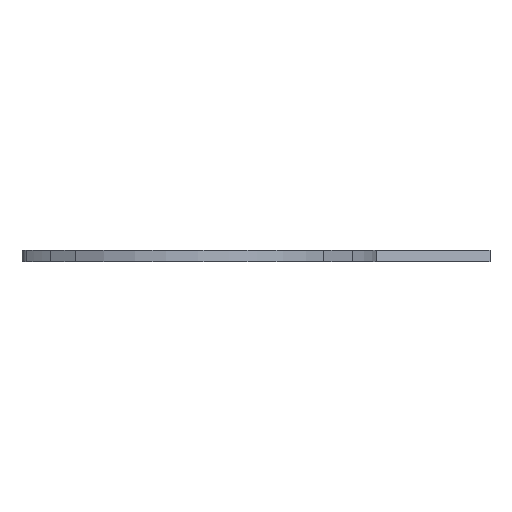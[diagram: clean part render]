
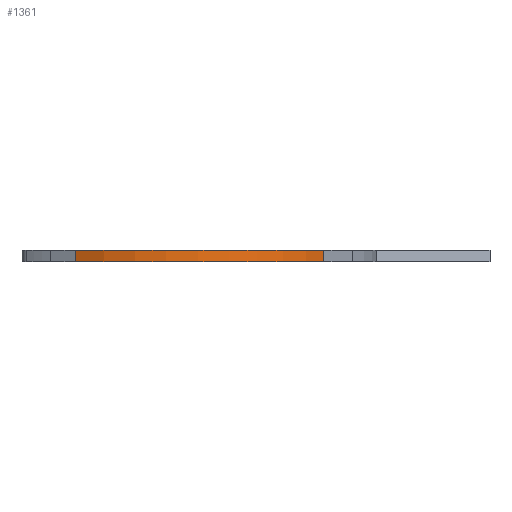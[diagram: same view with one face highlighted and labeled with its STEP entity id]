
A CAD part, left-side view. The second image highlights one B-rep face of the part: STEP entity #1361.
In plain terms, the highlighted cylindrical face has radius 50.8 mm (diameter 101.6 mm), a partial arc.
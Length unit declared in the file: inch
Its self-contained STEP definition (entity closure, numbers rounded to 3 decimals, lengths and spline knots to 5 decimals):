
#4 = CARTESIAN_POINT ( 'NONE',  ( -1.3374, -1.7779, -0.68236 ) ) ;
#17 = VERTEX_POINT ( 'NONE', #1016 ) ;
#68 = ORIENTED_EDGE ( 'NONE', *, *, #1643, .T. ) ;
#83 = EDGE_CURVE ( 'NONE', #17, #1129, #946, .T. ) ;
#94 = CARTESIAN_POINT ( 'NONE',  ( -0.3374, -0.04585, -0.68236 ) ) ;
#273 = ORIENTED_EDGE ( 'NONE', *, *, #83, .T. ) ;
#274 = DIRECTION ( 'NONE',  ( 0., 0., 1. ) ) ;
#395 = DIRECTION ( 'NONE',  ( 1., 0., 0. ) ) ;
#546 = CYLINDRICAL_SURFACE ( 'NONE', #1069, 2. ) ;
#585 = VERTEX_POINT ( 'NONE', #758 ) ;
#657 = EDGE_LOOP ( 'NONE', ( #68, #1648, #1827, #273 ) ) ;
#699 = DIRECTION ( 'NONE',  ( 1., 0., 0. ) ) ;
#744 = LINE ( 'NONE', #1670, #1879 ) ;
#758 = CARTESIAN_POINT ( 'NONE',  ( -2.06945, 0.95415, -0.55736 ) ) ;
#760 = VERTEX_POINT ( 'NONE', #865 ) ;
#848 = CARTESIAN_POINT ( 'NONE',  ( -0.3374, -0.04585, -0.68236 ) ) ;
#865 = CARTESIAN_POINT ( 'NONE',  ( -2.06945, 0.95415, -0.68236 ) ) ;
#876 = CARTESIAN_POINT ( 'NONE',  ( -0.3374, -0.04585, -0.55736 ) ) ;
#946 = LINE ( 'NONE', #4, #1906 ) ;
#975 = AXIS2_PLACEMENT_3D ( 'NONE', #94, #1003, #395 ) ;
#1003 = DIRECTION ( 'NONE',  ( 0., 0., -1. ) ) ;
#1016 = CARTESIAN_POINT ( 'NONE',  ( -1.3374, -1.7779, -0.68236 ) ) ;
#1034 = EDGE_CURVE ( 'NONE', #760, #585, #744, .T. ) ;
#1069 = AXIS2_PLACEMENT_3D ( 'NONE', #848, #1328, #699 ) ;
#1072 = CARTESIAN_POINT ( 'NONE',  ( -1.3374, -1.7779, -0.55736 ) ) ;
#1129 = VERTEX_POINT ( 'NONE', #1072 ) ;
#1221 = DIRECTION ( 'NONE',  ( 0., 0., 1. ) ) ;
#1328 = DIRECTION ( 'NONE',  ( 0., 0., 1. ) ) ;
#1332 = AXIS2_PLACEMENT_3D ( 'NONE', #876, #1667, #1660 ) ;
#1361 = ADVANCED_FACE ( 'NONE', ( #1624 ), #546, .T. ) ;
#1624 = FACE_OUTER_BOUND ( 'NONE', #657, .T. ) ;
#1643 = EDGE_CURVE ( 'NONE', #1129, #585, #1710, .T. ) ;
#1648 = ORIENTED_EDGE ( 'NONE', *, *, #1034, .F. ) ;
#1660 = DIRECTION ( 'NONE',  ( 1., 0., 0. ) ) ;
#1667 = DIRECTION ( 'NONE',  ( 0., 0., -1. ) ) ;
#1670 = CARTESIAN_POINT ( 'NONE',  ( -2.06945, 0.95415, -0.68236 ) ) ;
#1710 = CIRCLE ( 'NONE', #1332, 2. ) ;
#1827 = ORIENTED_EDGE ( 'NONE', *, *, #1983, .F. ) ;
#1855 = CIRCLE ( 'NONE', #975, 2. ) ;
#1879 = VECTOR ( 'NONE', #274, 39.37008 ) ;
#1906 = VECTOR ( 'NONE', #1221, 39.37008 ) ;
#1983 = EDGE_CURVE ( 'NONE', #17, #760, #1855, .T. ) ;
